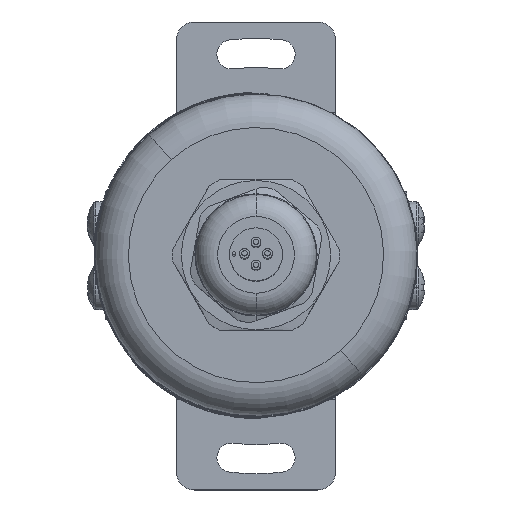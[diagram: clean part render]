
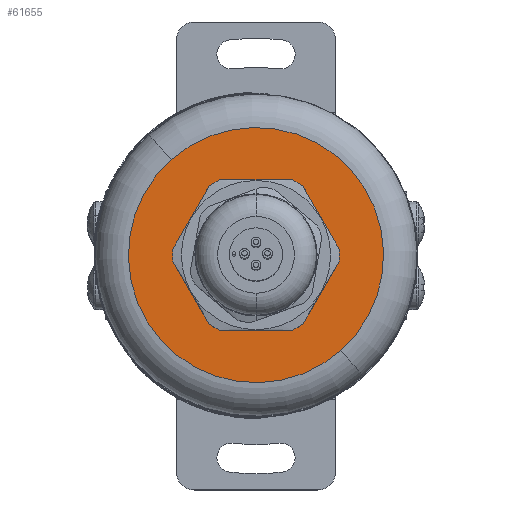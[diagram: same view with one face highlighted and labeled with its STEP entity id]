
A CAD part, top view. The second image highlights one B-rep face of the part: STEP entity #61655.
In plain terms, the highlighted planar face has unit normal (0, 0, 1).
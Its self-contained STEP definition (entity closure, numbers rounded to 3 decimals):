
#419 = DIRECTION ( 'NONE',  ( 0.664, -0.747, 0. ) ) ;
#717 = EDGE_LOOP ( 'NONE', ( #37729, #5216 ) ) ;
#2913 = CARTESIAN_POINT ( 'NONE',  ( 9.601, -10.799, -1.5 ) ) ;
#5145 = CIRCLE ( 'NONE', #18611, 14.45 ) ;
#5216 = ORIENTED_EDGE ( 'NONE', *, *, #22692, .F. ) ;
#6270 = VERTEX_POINT ( 'NONE', #74502 ) ;
#8189 = DIRECTION ( 'NONE',  ( 0., 0., 1. ) ) ;
#8800 = CARTESIAN_POINT ( 'NONE',  ( -9.601, 10.799, -1.5 ) ) ;
#13529 = AXIS2_PLACEMENT_3D ( 'NONE', #14760, #55642, #20686 ) ;
#14760 = CARTESIAN_POINT ( 'NONE',  ( 0., 0., -1.5 ) ) ;
#15507 = ORIENTED_EDGE ( 'NONE', *, *, #56474, .T. ) ;
#17581 = FACE_OUTER_BOUND ( 'NONE', #72389, .T. ) ;
#18611 = AXIS2_PLACEMENT_3D ( 'NONE', #61866, #26923, #67746 ) ;
#19470 = AXIS2_PLACEMENT_3D ( 'NONE', #70345, #35392, #419 ) ;
#20686 = DIRECTION ( 'NONE',  ( 0.664, -0.747, 0. ) ) ;
#21268 = FACE_BOUND ( 'NONE', #717, .T. ) ;
#21975 = AXIS2_PLACEMENT_3D ( 'NONE', #61541, #26595, #67421 ) ;
#22692 = EDGE_CURVE ( 'NONE', #6270, #65928, #65263, .T. ) ;
#22781 = ORIENTED_EDGE ( 'NONE', *, *, #23857, .T. ) ;
#23857 = EDGE_CURVE ( 'NONE', #58564, #25008, #5145, .T. ) ;
#25008 = VERTEX_POINT ( 'NONE', #8800 ) ;
#25670 = CIRCLE ( 'NONE', #75698, 14.45 ) ;
#26595 = DIRECTION ( 'NONE',  ( 0., 0., 1. ) ) ;
#26923 = DIRECTION ( 'NONE',  ( 0., 0., 1. ) ) ;
#35392 = DIRECTION ( 'NONE',  ( 0., 0., 1. ) ) ;
#37729 = ORIENTED_EDGE ( 'NONE', *, *, #54735, .F. ) ;
#43162 = CARTESIAN_POINT ( 'NONE',  ( 0., 0., -1.5 ) ) ;
#46872 = PLANE ( 'NONE',  #19470 ) ;
#49045 = DIRECTION ( 'NONE',  ( 0.664, -0.747, 0. ) ) ;
#54735 = EDGE_CURVE ( 'NONE', #65928, #6270, #57839, .T. ) ;
#55642 = DIRECTION ( 'NONE',  ( 0., 0., 1. ) ) ;
#56474 = EDGE_CURVE ( 'NONE', #25008, #58564, #25670, .T. ) ;
#57839 = CIRCLE ( 'NONE', #13529, 7.6 ) ;
#58564 = VERTEX_POINT ( 'NONE', #2913 ) ;
#58891 = CARTESIAN_POINT ( 'NONE',  ( 5.05, -5.68, -1.5 ) ) ;
#61541 = CARTESIAN_POINT ( 'NONE',  ( 0., 0., -1.5 ) ) ;
#61655 = ADVANCED_FACE ( 'NONE', ( #21268, #17581 ), #46872, .T. ) ;
#61866 = CARTESIAN_POINT ( 'NONE',  ( 0., 0., -1.5 ) ) ;
#65263 = CIRCLE ( 'NONE', #21975, 7.6 ) ;
#65928 = VERTEX_POINT ( 'NONE', #58891 ) ;
#67421 = DIRECTION ( 'NONE',  ( 0.664, -0.747, 0. ) ) ;
#67746 = DIRECTION ( 'NONE',  ( 0.664, -0.747, 0. ) ) ;
#70345 = CARTESIAN_POINT ( 'NONE',  ( 0., 0., -1.5 ) ) ;
#72389 = EDGE_LOOP ( 'NONE', ( #22781, #15507 ) ) ;
#74502 = CARTESIAN_POINT ( 'NONE',  ( -5.05, 5.68, -1.5 ) ) ;
#75698 = AXIS2_PLACEMENT_3D ( 'NONE', #43162, #8189, #49045 ) ;
